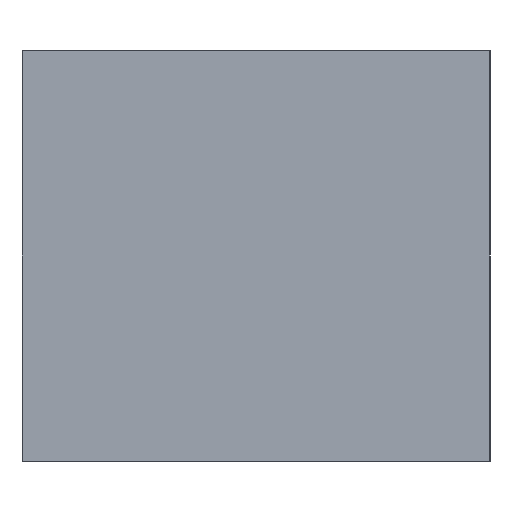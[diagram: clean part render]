
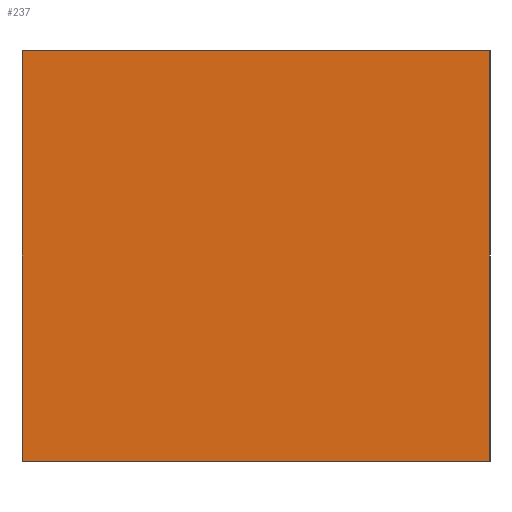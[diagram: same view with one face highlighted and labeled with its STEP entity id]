
A CAD part, left-side view. The second image highlights one B-rep face of the part: STEP entity #237.
In plain terms, the highlighted planar face has unit normal (-1, 0, 0).
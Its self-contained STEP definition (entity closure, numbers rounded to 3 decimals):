
#16 = EDGE_CURVE ( 'NONE', #61, #144, #308, .T. ) ;
#42 = CARTESIAN_POINT ( 'NONE',  ( -22., -10.25, 18. ) ) ;
#57 = EDGE_CURVE ( 'NONE', #78, #144, #216, .T. ) ;
#61 = VERTEX_POINT ( 'NONE', #464 ) ;
#74 = DIRECTION ( 'NONE',  ( 0., 0., -1. ) ) ;
#78 = VERTEX_POINT ( 'NONE', #633 ) ;
#93 = PLANE ( 'NONE',  #552 ) ;
#135 = LINE ( 'NONE', #282, #575 ) ;
#144 = VERTEX_POINT ( 'NONE', #428 ) ;
#156 = ORIENTED_EDGE ( 'NONE', *, *, #57, .F. ) ;
#177 = EDGE_CURVE ( 'NONE', #304, #78, #544, .T. ) ;
#190 = ORIENTED_EDGE ( 'NONE', *, *, #16, .T. ) ;
#216 = LINE ( 'NONE', #514, #330 ) ;
#237 = ADVANCED_FACE ( 'NONE', ( #510 ), #93, .F. ) ;
#240 = DIRECTION ( 'NONE',  ( 0., 0., -1. ) ) ;
#249 = CARTESIAN_POINT ( 'NONE',  ( -22., -10.25, 18. ) ) ;
#282 = CARTESIAN_POINT ( 'NONE',  ( -22., 10.25, 18. ) ) ;
#294 = EDGE_CURVE ( 'NONE', #304, #61, #135, .T. ) ;
#304 = VERTEX_POINT ( 'NONE', #591 ) ;
#308 = LINE ( 'NONE', #457, #434 ) ;
#330 = VECTOR ( 'NONE', #74, 1000. ) ;
#352 = DIRECTION ( 'NONE',  ( 0., -1., 0. ) ) ;
#424 = VECTOR ( 'NONE', #352, 1000. ) ;
#428 = CARTESIAN_POINT ( 'NONE',  ( -22., -10.25, 0. ) ) ;
#434 = VECTOR ( 'NONE', #559, 1000. ) ;
#440 = EDGE_LOOP ( 'NONE', ( #190, #156, #581, #648 ) ) ;
#457 = CARTESIAN_POINT ( 'NONE',  ( -22., -10.25, 0. ) ) ;
#464 = CARTESIAN_POINT ( 'NONE',  ( -22., 10.25, 0. ) ) ;
#488 = DIRECTION ( 'NONE',  ( 0., 0., -1. ) ) ;
#510 = FACE_OUTER_BOUND ( 'NONE', #440, .T. ) ;
#514 = CARTESIAN_POINT ( 'NONE',  ( -22., -10.25, 18. ) ) ;
#544 = LINE ( 'NONE', #249, #424 ) ;
#552 = AXIS2_PLACEMENT_3D ( 'NONE', #42, #595, #240 ) ;
#559 = DIRECTION ( 'NONE',  ( 0., -1., 0. ) ) ;
#575 = VECTOR ( 'NONE', #488, 1000. ) ;
#581 = ORIENTED_EDGE ( 'NONE', *, *, #177, .F. ) ;
#591 = CARTESIAN_POINT ( 'NONE',  ( -22., 10.25, 18. ) ) ;
#595 = DIRECTION ( 'NONE',  ( 1., 0., 0. ) ) ;
#633 = CARTESIAN_POINT ( 'NONE',  ( -22., -10.25, 18. ) ) ;
#648 = ORIENTED_EDGE ( 'NONE', *, *, #294, .T. ) ;
